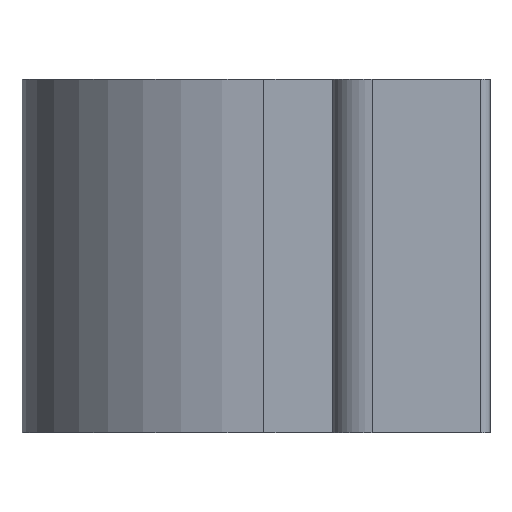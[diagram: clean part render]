
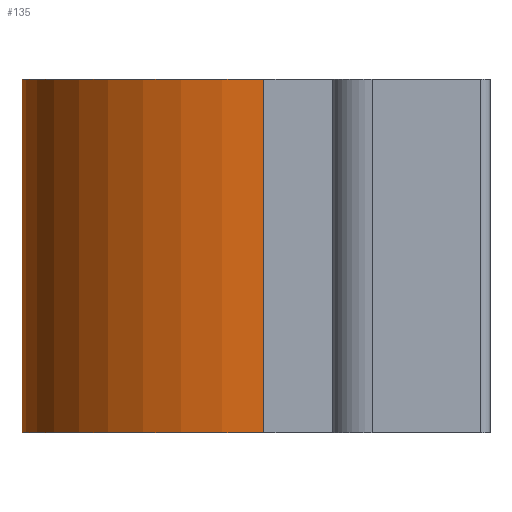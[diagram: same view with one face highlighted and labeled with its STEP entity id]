
A CAD part, left-side view. The second image highlights one B-rep face of the part: STEP entity #135.
In plain terms, the highlighted cylindrical face has radius 12.3 mm (diameter 24.6 mm), a partial arc.
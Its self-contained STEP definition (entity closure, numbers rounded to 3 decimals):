
#42 = ORIENTED_EDGE ( 'NONE', *, *, #371, .T. ) ;
#47 = VERTEX_POINT ( 'NONE', #727 ) ;
#54 = EDGE_CURVE ( 'NONE', #454, #47, #189, .T. ) ;
#60 = CARTESIAN_POINT ( 'NONE',  ( 0., 11.5, 9. ) ) ;
#107 = VECTOR ( 'NONE', #416, 1000. ) ;
#126 = DIRECTION ( 'NONE',  ( -1., 0., 0. ) ) ;
#129 = VERTEX_POINT ( 'NONE', #299 ) ;
#131 = DIRECTION ( 'NONE',  ( 0., 0., -1. ) ) ;
#132 = AXIS2_PLACEMENT_3D ( 'NONE', #185, #608, #126 ) ;
#135 = ADVANCED_FACE ( 'NONE', ( #712 ), #356, .T. ) ;
#139 = CARTESIAN_POINT ( 'NONE',  ( 0., 11.5, 9. ) ) ;
#171 = EDGE_CURVE ( 'NONE', #273, #129, #409, .T. ) ;
#185 = CARTESIAN_POINT ( 'NONE',  ( 0., 11.5, -9. ) ) ;
#189 = LINE ( 'NONE', #670, #200 ) ;
#200 = VECTOR ( 'NONE', #131, 1000. ) ;
#231 = DIRECTION ( 'NONE',  ( 0., 0., -1. ) ) ;
#266 = CIRCLE ( 'NONE', #563, 12.3 ) ;
#273 = VERTEX_POINT ( 'NONE', #777 ) ;
#299 = CARTESIAN_POINT ( 'NONE',  ( 12.3, 11.5, -9. ) ) ;
#356 = CYLINDRICAL_SURFACE ( 'NONE', #472, 12.3 ) ;
#371 = EDGE_CURVE ( 'NONE', #129, #47, #476, .T. ) ;
#398 = ORIENTED_EDGE ( 'NONE', *, *, #725, .F. ) ;
#409 = LINE ( 'NONE', #541, #107 ) ;
#416 = DIRECTION ( 'NONE',  ( 0., 0., -1. ) ) ;
#454 = VERTEX_POINT ( 'NONE', #556 ) ;
#472 = AXIS2_PLACEMENT_3D ( 'NONE', #60, #231, #537 ) ;
#476 = CIRCLE ( 'NONE', #132, 12.3 ) ;
#515 = EDGE_LOOP ( 'NONE', ( #42, #689, #398, #765 ) ) ;
#519 = DIRECTION ( 'NONE',  ( 0., 0., 1. ) ) ;
#537 = DIRECTION ( 'NONE',  ( -1., 0., 0. ) ) ;
#541 = CARTESIAN_POINT ( 'NONE',  ( 12.3, 11.5, 9. ) ) ;
#556 = CARTESIAN_POINT ( 'NONE',  ( -12.3, 11.5, 9. ) ) ;
#563 = AXIS2_PLACEMENT_3D ( 'NONE', #139, #519, #742 ) ;
#608 = DIRECTION ( 'NONE',  ( 0., 0., 1. ) ) ;
#670 = CARTESIAN_POINT ( 'NONE',  ( -12.3, 11.5, 9. ) ) ;
#689 = ORIENTED_EDGE ( 'NONE', *, *, #54, .F. ) ;
#712 = FACE_OUTER_BOUND ( 'NONE', #515, .T. ) ;
#725 = EDGE_CURVE ( 'NONE', #273, #454, #266, .T. ) ;
#727 = CARTESIAN_POINT ( 'NONE',  ( -12.3, 11.5, -9. ) ) ;
#742 = DIRECTION ( 'NONE',  ( -1., 0., 0. ) ) ;
#765 = ORIENTED_EDGE ( 'NONE', *, *, #171, .T. ) ;
#777 = CARTESIAN_POINT ( 'NONE',  ( 12.3, 11.5, 9. ) ) ;
